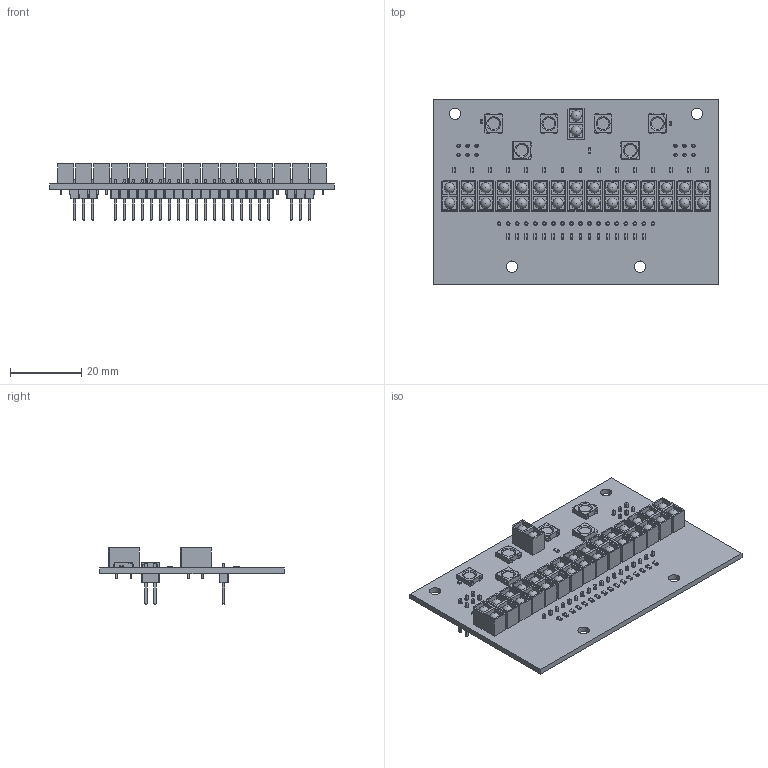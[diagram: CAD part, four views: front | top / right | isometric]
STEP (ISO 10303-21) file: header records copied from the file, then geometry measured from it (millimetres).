
FILE_DESCRIPTION(('KiCad electronic assembly'),'2;1');
FILE_NAME('04-line.step','2024-06-08T21:23:15',('Pcbnew'),('Kicad'), 'Open CASCADE STEP processor 7.7','KiCad to STEP converter','Unknown' );
FILE_SCHEMA(('AUTOMOTIVE_DESIGN { 1 0 10303 214 1 1 1 1 }'));
Length unit declared in the file: millimetre
Products named in the file (14): 04-line 1; LBR-127HLD; SOLID; R_0603_1608Metric; LED_WS2812B_PLCC4_5.0x5.0mm_P3.2mm; C_0402_1005Metric; PinHeader_1x18_P2.54mm_Vertical; PinHeader_2x03_P2.54mm_Vertical; 04-line PCB
Assembly tree (66 placements, depth 3):
  04-line 1
    LBR-127HLD  x16
      SOLID
    R_0603_1608Metric  x32
      SOLID
    LED_WS2812B_PLCC4_5.0x5.0mm_P3.2mm  x6
      SOLID
    C_0402_1005Metric  x2
      SOLID
    PinHeader_1x18_P2.54mm_Vertical
      SOLID
    PinHeader_2x03_P2.54mm_Vertical  x2
      SOLID
    04-line PCB
Bounding box: 80 x 52 x 15.84 mm (x, y, z)
Volume: 9650.7 mm3; surface area: 18807 mm2
Topology: 60 solids, 60 shells, 2560 faces, 6490 edges, 4192 vertices
Faces by surface type: plane 1916, cylinder 606, sphere 32, cone 6
Full cylindrical faces by diameter (mm): 0.5 x64, 0.762 x64, 1 x30, 2.9 x32, 3.2 x4, 3.333 x6
Entity records: 57843 total; most frequent: CARTESIAN_POINT 10174, DIRECTION 7989, LINE 5586, VECTOR 5586, ORIENTED_EDGE 4116, PCURVE 4116, DEFINITIONAL_REPRESENTATION 4116, EDGE_CURVE 2058
